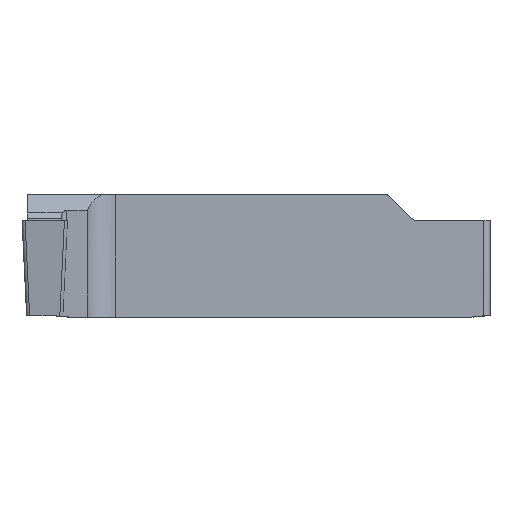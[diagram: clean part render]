
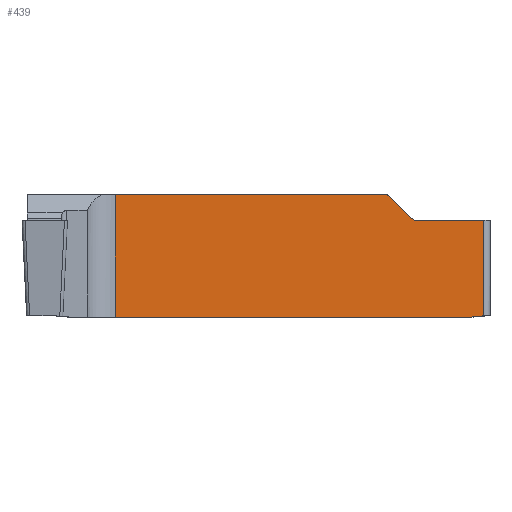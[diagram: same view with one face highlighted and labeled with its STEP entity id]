
A CAD part, left-side view. The second image highlights one B-rep face of the part: STEP entity #439.
In plain terms, the highlighted planar face has unit normal (-1, 0, 0).
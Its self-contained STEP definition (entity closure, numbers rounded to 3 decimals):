
#123=B_SPLINE_CURVE_WITH_KNOTS('',3,(#4889,#4890,#4891,#4892),
 .UNSPECIFIED.,.F.,.F.,(4,4),(0.,1.),.UNSPECIFIED.);
#321=CIRCLE('',#3418,0.5);
#322=CIRCLE('',#3419,0.3);
#439=ADVANCED_FACE('',(#685),#614,.F.);
#614=PLANE('',#3420);
#685=FACE_OUTER_BOUND('',#885,.T.);
#885=EDGE_LOOP('',(#1307,#1308,#1309,#1310,#1311,#1312,#1313,#1314,#1315));
#1307=ORIENTED_EDGE('',*,*,#2523,.F.);
#1308=ORIENTED_EDGE('',*,*,#2524,.T.);
#1309=ORIENTED_EDGE('',*,*,#2495,.F.);
#1310=ORIENTED_EDGE('',*,*,#2525,.T.);
#1311=ORIENTED_EDGE('',*,*,#2526,.T.);
#1312=ORIENTED_EDGE('',*,*,#2527,.T.);
#1313=ORIENTED_EDGE('',*,*,#2528,.F.);
#1314=ORIENTED_EDGE('',*,*,#2426,.F.);
#1315=ORIENTED_EDGE('',*,*,#2491,.T.);
#2124=VERTEX_POINT('',#4573);
#2125=VERTEX_POINT('',#4575);
#2166=VERTEX_POINT('',#4798);
#2170=VERTEX_POINT('',#4807);
#2171=VERTEX_POINT('',#4809);
#2194=VERTEX_POINT('',#4888);
#2195=VERTEX_POINT('',#4894);
#2196=VERTEX_POINT('',#4896);
#2197=VERTEX_POINT('',#4898);
#2426=EDGE_CURVE('',#2124,#2125,#2883,.T.);
#2491=EDGE_CURVE('',#2124,#2166,#2916,.T.);
#2495=EDGE_CURVE('',#2170,#2171,#2918,.T.);
#2523=EDGE_CURVE('',#2194,#2166,#2930,.T.);
#2524=EDGE_CURVE('',#2194,#2171,#123,.T.);
#2525=EDGE_CURVE('',#2170,#2195,#2931,.T.);
#2526=EDGE_CURVE('',#2195,#2196,#321,.T.);
#2527=EDGE_CURVE('',#2196,#2197,#2932,.T.);
#2528=EDGE_CURVE('',#2125,#2197,#322,.T.);
#2883=LINE('',#4574,#3088);
#2916=LINE('',#4799,#3121);
#2918=LINE('',#4808,#3123);
#2930=LINE('',#4887,#3135);
#2931=LINE('',#4893,#3136);
#2932=LINE('',#4897,#3137);
#3088=VECTOR('',#3727,1.);
#3121=VECTOR('',#3848,1.);
#3123=VECTOR('',#3856,1.);
#3135=VECTOR('',#3900,1.);
#3136=VECTOR('',#3901,1.);
#3137=VECTOR('',#3904,1.);
#3418=AXIS2_PLACEMENT_3D('',#4895,#3902,#3903);
#3419=AXIS2_PLACEMENT_3D('',#4899,#3905,#3906);
#3420=AXIS2_PLACEMENT_3D('',#4900,#3907,#3908);
#3727=DIRECTION('',(0.,-1.,0.));
#3848=DIRECTION('',(0.,0.,-1.));
#3856=DIRECTION('',(0.,0.,-1.));
#3900=DIRECTION('',(0.,1.,0.));
#3901=DIRECTION('',(0.,1.,0.));
#3902=DIRECTION('',(1.,0.,0.));
#3903=DIRECTION('',(0.,0.,-1.));
#3904=DIRECTION('',(0.,0.707,0.707));
#3905=DIRECTION('',(1.,0.,0.));
#3906=DIRECTION('',(0.,0.,-1.));
#3907=DIRECTION('',(1.,0.,0.));
#3908=DIRECTION('',(0.,0.,-1.));
#4573=CARTESIAN_POINT('',(-3.3,10.25,1.689));
#4574=CARTESIAN_POINT('',(-3.3,14.925,1.689));
#4575=CARTESIAN_POINT('',(-3.3,-7.626,1.689));
#4798=CARTESIAN_POINT('',(-3.3,10.25,-6.389));
#4799=CARTESIAN_POINT('',(-3.3,10.25,10.));
#4807=CARTESIAN_POINT('',(-3.3,-14.1,0.));
#4808=CARTESIAN_POINT('',(-3.3,-14.1,10.));
#4809=CARTESIAN_POINT('',(-3.3,-14.1,-6.304));
#4887=CARTESIAN_POINT('',(-3.3,14.925,-6.389));
#4888=CARTESIAN_POINT('',(-3.3,-13.15,-6.389));
#4889=CARTESIAN_POINT('',(-3.3,-13.15,-6.389));
#4890=CARTESIAN_POINT('',(-3.3,-13.569,-6.389));
#4891=CARTESIAN_POINT('',(-3.3,-13.981,-6.289));
#4892=CARTESIAN_POINT('',(-3.3,-14.4,-6.289));
#4893=CARTESIAN_POINT('',(-3.3,14.925,0.));
#4894=CARTESIAN_POINT('',(-3.3,-9.647,0.));
#4895=CARTESIAN_POINT('',(-3.3,-9.647,0.5));
#4896=CARTESIAN_POINT('',(-3.3,-9.293,0.146));
#4897=CARTESIAN_POINT('',(-3.3,7.743,17.182));
#4898=CARTESIAN_POINT('',(-3.3,-7.838,1.602));
#4899=CARTESIAN_POINT('',(-3.3,-7.626,1.389));
#4900=CARTESIAN_POINT('',(-3.3,14.925,10.));
